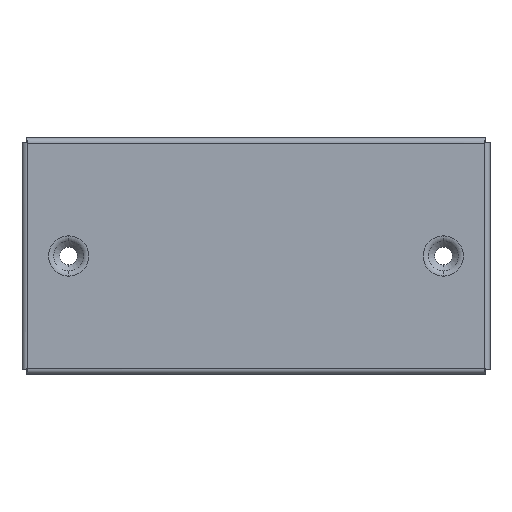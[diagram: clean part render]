
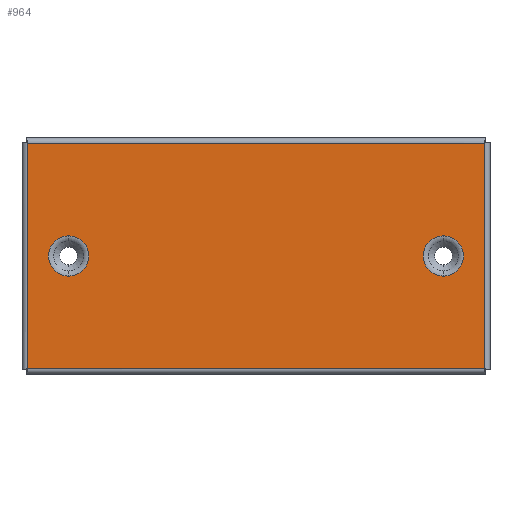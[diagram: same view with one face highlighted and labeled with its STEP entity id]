
A CAD part, top view. The second image highlights one B-rep face of the part: STEP entity #964.
In plain terms, the highlighted planar face has unit normal (0, 0, 1).
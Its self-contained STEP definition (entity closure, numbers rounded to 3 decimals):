
#10 = VERTEX_POINT ( 'NONE', #245 ) ;
#33 = CIRCLE ( 'NONE', #1759, 8.443 ) ;
#48 = VERTEX_POINT ( 'NONE', #2427 ) ;
#83 = LINE ( 'NONE', #1886, #738 ) ;
#96 = FACE_OUTER_BOUND ( 'NONE', #1158, .T. ) ;
#115 = DIRECTION ( 'NONE',  ( 0., 1., 0. ) ) ;
#245 = CARTESIAN_POINT ( 'NONE',  ( 95.8, -47.3, 0. ) ) ;
#287 = ORIENTED_EDGE ( 'NONE', *, *, #2341, .T. ) ;
#322 = EDGE_LOOP ( 'NONE', ( #1124, #349 ) ) ;
#344 = LINE ( 'NONE', #2137, #2102 ) ;
#349 = ORIENTED_EDGE ( 'NONE', *, *, #2107, .F. ) ;
#414 = VERTEX_POINT ( 'NONE', #1457 ) ;
#451 = DIRECTION ( 'NONE',  ( 0., 0., 1. ) ) ;
#453 = CIRCLE ( 'NONE', #2372, 8.443 ) ;
#665 = DIRECTION ( 'NONE',  ( 0., 0., -1. ) ) ;
#667 = ORIENTED_EDGE ( 'NONE', *, *, #1753, .F. ) ;
#716 = PLANE ( 'NONE',  #1561 ) ;
#738 = VECTOR ( 'NONE', #1255, 1000. ) ;
#781 = DIRECTION ( 'NONE',  ( 0., 0., 1. ) ) ;
#794 = VERTEX_POINT ( 'NONE', #974 ) ;
#964 = ADVANCED_FACE ( 'NONE', ( #2044, #1062, #96 ), #716, .F. ) ;
#966 = EDGE_CURVE ( 'NONE', #10, #1081, #2243, .T. ) ;
#974 = CARTESIAN_POINT ( 'NONE',  ( -78.5, -8.443, 0. ) ) ;
#976 = EDGE_CURVE ( 'NONE', #1851, #1205, #83, .T. ) ;
#1062 = FACE_BOUND ( 'NONE', #322, .T. ) ;
#1081 = VERTEX_POINT ( 'NONE', #1719 ) ;
#1100 = CARTESIAN_POINT ( 'NONE',  ( 0., 0., 0. ) ) ;
#1114 = AXIS2_PLACEMENT_3D ( 'NONE', #1487, #2278, #1248 ) ;
#1124 = ORIENTED_EDGE ( 'NONE', *, *, #1819, .F. ) ;
#1125 = DIRECTION ( 'NONE',  ( 1., 0., 0. ) ) ;
#1158 = EDGE_LOOP ( 'NONE', ( #1378, #1408, #2210, #287 ) ) ;
#1188 = AXIS2_PLACEMENT_3D ( 'NONE', #1292, #451, #2025 ) ;
#1190 = LINE ( 'NONE', #2014, #2541 ) ;
#1205 = VERTEX_POINT ( 'NONE', #1778 ) ;
#1248 = DIRECTION ( 'NONE',  ( 0., 1., 0. ) ) ;
#1255 = DIRECTION ( 'NONE',  ( 0., -1., 0. ) ) ;
#1292 = CARTESIAN_POINT ( 'NONE',  ( -78.5, 0., 0. ) ) ;
#1300 = CARTESIAN_POINT ( 'NONE',  ( 78.5, 0., 0. ) ) ;
#1310 = CARTESIAN_POINT ( 'NONE',  ( 95.8, -47.593, 0. ) ) ;
#1325 = CIRCLE ( 'NONE', #1114, 8.443 ) ;
#1378 = ORIENTED_EDGE ( 'NONE', *, *, #976, .T. ) ;
#1408 = ORIENTED_EDGE ( 'NONE', *, *, #1624, .T. ) ;
#1454 = DIRECTION ( 'NONE',  ( -1., 0., 0. ) ) ;
#1457 = CARTESIAN_POINT ( 'NONE',  ( -78.5, 8.443, 0. ) ) ;
#1487 = CARTESIAN_POINT ( 'NONE',  ( -78.5, 0., 0. ) ) ;
#1561 = AXIS2_PLACEMENT_3D ( 'NONE', #1100, #665, #1454 ) ;
#1594 = EDGE_LOOP ( 'NONE', ( #2339, #667 ) ) ;
#1624 = EDGE_CURVE ( 'NONE', #1205, #10, #344, .T. ) ;
#1636 = DIRECTION ( 'NONE',  ( 0., 1., 0. ) ) ;
#1719 = CARTESIAN_POINT ( 'NONE',  ( 95.8, 47.3, 0. ) ) ;
#1726 = CIRCLE ( 'NONE', #1188, 8.443 ) ;
#1753 = EDGE_CURVE ( 'NONE', #48, #2262, #33, .T. ) ;
#1759 = AXIS2_PLACEMENT_3D ( 'NONE', #2068, #2502, #1636 ) ;
#1778 = CARTESIAN_POINT ( 'NONE',  ( -95.8, -47.3, 0. ) ) ;
#1813 = DIRECTION ( 'NONE',  ( -1., 0., 0. ) ) ;
#1819 = EDGE_CURVE ( 'NONE', #414, #794, #1726, .T. ) ;
#1851 = VERTEX_POINT ( 'NONE', #2095 ) ;
#1886 = CARTESIAN_POINT ( 'NONE',  ( -95.8, 47.593, 0. ) ) ;
#2014 = CARTESIAN_POINT ( 'NONE',  ( 96.093, 47.3, 0. ) ) ;
#2025 = DIRECTION ( 'NONE',  ( 0., 1., 0. ) ) ;
#2044 = FACE_BOUND ( 'NONE', #1594, .T. ) ;
#2068 = CARTESIAN_POINT ( 'NONE',  ( 78.5, 0., 0. ) ) ;
#2088 = DIRECTION ( 'NONE',  ( 0., 1., 0. ) ) ;
#2095 = CARTESIAN_POINT ( 'NONE',  ( -95.8, 47.3, 0. ) ) ;
#2102 = VECTOR ( 'NONE', #1125, 1000. ) ;
#2107 = EDGE_CURVE ( 'NONE', #794, #414, #1325, .T. ) ;
#2137 = CARTESIAN_POINT ( 'NONE',  ( -96.093, -47.3, 0. ) ) ;
#2210 = ORIENTED_EDGE ( 'NONE', *, *, #966, .T. ) ;
#2243 = LINE ( 'NONE', #1310, #2571 ) ;
#2262 = VERTEX_POINT ( 'NONE', #2386 ) ;
#2278 = DIRECTION ( 'NONE',  ( 0., 0., 1. ) ) ;
#2285 = EDGE_CURVE ( 'NONE', #2262, #48, #453, .T. ) ;
#2339 = ORIENTED_EDGE ( 'NONE', *, *, #2285, .F. ) ;
#2341 = EDGE_CURVE ( 'NONE', #1081, #1851, #1190, .T. ) ;
#2372 = AXIS2_PLACEMENT_3D ( 'NONE', #1300, #781, #115 ) ;
#2386 = CARTESIAN_POINT ( 'NONE',  ( 78.5, 8.443, 0. ) ) ;
#2427 = CARTESIAN_POINT ( 'NONE',  ( 78.5, -8.443, 0. ) ) ;
#2502 = DIRECTION ( 'NONE',  ( 0., 0., 1. ) ) ;
#2541 = VECTOR ( 'NONE', #1813, 1000. ) ;
#2571 = VECTOR ( 'NONE', #2088, 1000. ) ;
